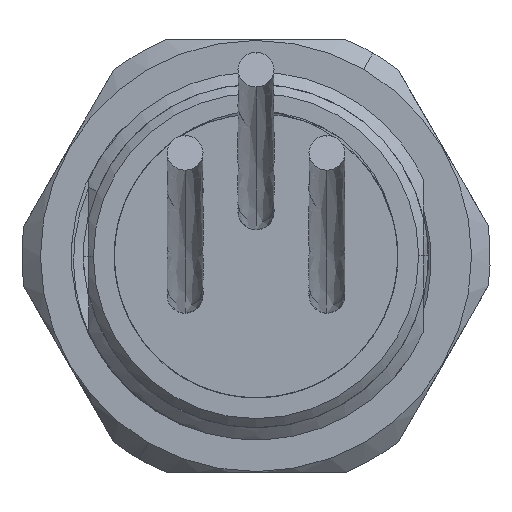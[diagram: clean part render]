
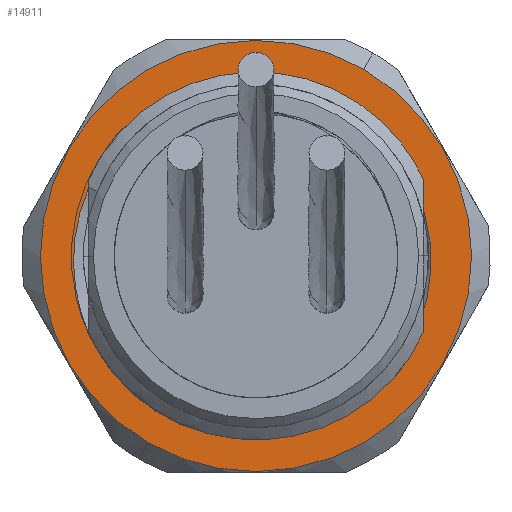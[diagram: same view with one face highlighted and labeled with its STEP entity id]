
A CAD part, front view. The second image highlights one B-rep face of the part: STEP entity #14911.
In plain terms, the highlighted planar face has unit normal (0, -1, 0).
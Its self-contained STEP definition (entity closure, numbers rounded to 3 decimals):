
#2643=DIRECTION('',(-0.002,0.,1.));
#2644=VECTOR('',#2643,0.482);
#2645=CARTESIAN_POINT('',(-9.307,-13.3,3.728));
#2646=LINE('',#2645,#2644);
#2741=CARTESIAN_POINT('',(0.,-13.3,0.));
#2742=DIRECTION('',(0.,1.,0.));
#2743=DIRECTION('',(0.498,0.,0.867));
#2744=AXIS2_PLACEMENT_3D('',#2741,#2742,#2743);
#2746=CARTESIAN_POINT('',(0.,-13.3,0.));
#2747=DIRECTION('',(0.,1.,0.));
#2748=DIRECTION('',(-0.498,0.,-0.867));
#2749=AXIS2_PLACEMENT_3D('',#2746,#2747,#2748);
#2751=CARTESIAN_POINT('',(-9.196,-13.3,-4.528));
#2752=CARTESIAN_POINT('',(-9.346,-13.3,-4.202));
#2753=CARTESIAN_POINT('',(-9.609,-13.3,-3.54));
#2754=CARTESIAN_POINT('',(-9.9,-13.3,-2.509));
#2755=CARTESIAN_POINT('',(-10.08,-13.3,-1.457));
#2756=CARTESIAN_POINT('',(-10.149,-13.3,-0.393));
#2757=CARTESIAN_POINT('',(-10.106,-13.3,0.669));
#2758=CARTESIAN_POINT('',(-9.953,-13.3,1.719));
#2759=CARTESIAN_POINT('',(-9.691,-13.3,2.746));
#2760=CARTESIAN_POINT('',(-9.446,-13.3,3.405));
#2761=CARTESIAN_POINT('',(-9.307,-13.3,3.728));
#2763=CARTESIAN_POINT('',(-4.182,-13.3,-9.358));
#2764=CARTESIAN_POINT('',(-4.492,-13.3,-9.219));
#2765=CARTESIAN_POINT('',(-5.095,-13.3,-8.913));
#2766=CARTESIAN_POINT('',(-5.951,-13.3,-8.366));
#2767=CARTESIAN_POINT('',(-6.749,-13.3,-7.737));
#2768=CARTESIAN_POINT('',(-7.48,-13.3,-7.032));
#2769=CARTESIAN_POINT('',(-8.139,-13.3,-6.259));
#2770=CARTESIAN_POINT('',(-8.717,-13.3,-5.423));
#2771=CARTESIAN_POINT('',(-9.046,-13.3,-4.833));
#2772=CARTESIAN_POINT('',(-9.196,-13.3,-4.528));
#2774=CARTESIAN_POINT('',(8.804,-13.3,3.844));
#2775=CARTESIAN_POINT('',(8.948,-13.3,3.538));
#2776=CARTESIAN_POINT('',(9.203,-13.3,2.913));
#2777=CARTESIAN_POINT('',(9.486,-13.3,1.936));
#2778=CARTESIAN_POINT('',(9.664,-13.3,0.932));
#2779=CARTESIAN_POINT('',(9.737,-13.3,-0.087));
#2780=CARTESIAN_POINT('',(9.702,-13.3,-1.11));
#2781=CARTESIAN_POINT('',(9.56,-13.3,-2.126));
#2782=CARTESIAN_POINT('',(9.312,-13.3,-3.124));
#2783=CARTESIAN_POINT('',(8.96,-13.3,-4.091));
#2784=CARTESIAN_POINT('',(8.507,-13.3,-5.02));
#2785=CARTESIAN_POINT('',(7.959,-13.3,-5.897));
#2786=CARTESIAN_POINT('',(7.321,-13.3,-6.714));
#2787=CARTESIAN_POINT('',(6.6,-13.3,-7.462));
#2788=CARTESIAN_POINT('',(5.802,-13.3,-8.132));
#2789=CARTESIAN_POINT('',(4.938,-13.3,-8.716));
#2790=CARTESIAN_POINT('',(4.015,-13.3,-9.208));
#2791=CARTESIAN_POINT('',(3.044,-13.3,-9.603));
#2792=CARTESIAN_POINT('',(2.035,-13.3,-9.894));
#2793=CARTESIAN_POINT('',(1.,-13.3,-10.08));
#2794=CARTESIAN_POINT('',(-0.051,-13.3,-10.157));
#2795=CARTESIAN_POINT('',(-1.108,-13.3,-10.125));
#2796=CARTESIAN_POINT('',(-2.157,-13.3,-9.982));
#2797=CARTESIAN_POINT('',(-3.188,-13.3,-9.732));
#2798=CARTESIAN_POINT('',(-3.854,-13.3,-9.494));
#2799=CARTESIAN_POINT('',(-4.182,-13.3,-9.358));
#4248=CARTESIAN_POINT('',(-1.111,-13.3,9.885));
#4249=CARTESIAN_POINT('',(-0.789,-13.3,9.912));
#4250=CARTESIAN_POINT('',(-0.145,-13.3,9.936));
#4251=CARTESIAN_POINT('',(0.823,-13.3,9.876));
#4252=CARTESIAN_POINT('',(1.773,-13.3,9.724));
#4253=CARTESIAN_POINT('',(2.707,-13.3,9.479));
#4254=CARTESIAN_POINT('',(3.607,-13.3,9.147));
#4255=CARTESIAN_POINT('',(4.471,-13.3,8.728));
#4256=CARTESIAN_POINT('',(5.288,-13.3,8.227));
#4257=CARTESIAN_POINT('',(6.049,-13.3,7.651));
#4258=CARTESIAN_POINT('',(6.75,-13.3,7.005));
#4259=CARTESIAN_POINT('',(7.383,-13.3,6.293));
#4260=CARTESIAN_POINT('',(7.941,-13.3,5.527));
#4261=CARTESIAN_POINT('',(8.422,-13.3,4.707));
#4262=CARTESIAN_POINT('',(8.686,-13.3,4.137));
#4263=CARTESIAN_POINT('',(8.804,-13.3,3.844));
#5405=CARTESIAN_POINT('',(-9.167,-13.3,4.507));
#5406=CARTESIAN_POINT('',(-9.009,-13.3,4.809));
#5407=CARTESIAN_POINT('',(-8.664,-13.3,5.393));
#5408=CARTESIAN_POINT('',(-8.06,-13.3,6.216));
#5409=CARTESIAN_POINT('',(-7.381,-13.3,6.97));
#5410=CARTESIAN_POINT('',(-6.629,-13.3,7.653));
#5411=CARTESIAN_POINT('',(-5.815,-13.3,8.256));
#5412=CARTESIAN_POINT('',(-4.948,-13.3,8.772));
#5413=CARTESIAN_POINT('',(-4.031,-13.3,9.2));
#5414=CARTESIAN_POINT('',(-3.084,-13.3,9.531));
#5415=CARTESIAN_POINT('',(-2.104,-13.3,9.767));
#5416=CARTESIAN_POINT('',(-1.444,-13.3,9.856));
#5417=CARTESIAN_POINT('',(-1.111,-13.3,9.885));
#5432=CARTESIAN_POINT('',(-9.307,-13.3,4.21));
#5433=CARTESIAN_POINT('',(-9.285,-13.3,4.26));
#5434=CARTESIAN_POINT('',(-9.239,-13.3,4.359));
#5435=CARTESIAN_POINT('',(-9.191,-13.3,4.458));
#5436=CARTESIAN_POINT('',(-9.167,-13.3,4.507));
#11532=CARTESIAN_POINT('',(5.965,-13.3,10.373));
#11533=CARTESIAN_POINT('',(-5.965,-13.3,-10.373));
#11534=VERTEX_POINT('',#11532);
#11535=VERTEX_POINT('',#11533);
#11548=VERTEX_POINT('',#2763);
#11549=VERTEX_POINT('',#2772);
#12261=VERTEX_POINT('',#5432);
#12262=VERTEX_POINT('',#5436);
#12263=VERTEX_POINT('',#5417);
#12273=VERTEX_POINT('',#4263);
#12303=CARTESIAN_POINT('',(-9.307,-13.3,3.728));
#12304=VERTEX_POINT('',#12303);
#14886=CARTESIAN_POINT('',(65.231,-13.3,8.078));
#14887=DIRECTION('',(0.,1.,0.));
#14888=DIRECTION('',(-0.502,0.,0.865));
#14889=AXIS2_PLACEMENT_3D('',#14886,#14887,#14888);
#14890=PLANE('',#14889);
#14892=ORIENTED_EDGE('',*,*,#14891,.T.);
#14894=ORIENTED_EDGE('',*,*,#14893,.T.);
#14895=EDGE_LOOP('',(#14892,#14894));
#14896=FACE_OUTER_BOUND('',#14895,.F.);
#14898=ORIENTED_EDGE('',*,*,#14897,.F.);
#14899=ORIENTED_EDGE('',*,*,#14782,.F.);
#14900=ORIENTED_EDGE('',*,*,#14731,.F.);
#14902=ORIENTED_EDGE('',*,*,#14901,.F.);
#14904=ORIENTED_EDGE('',*,*,#14903,.F.);
#14906=ORIENTED_EDGE('',*,*,#14905,.F.);
#14908=ORIENTED_EDGE('',*,*,#14907,.F.);
#14909=EDGE_LOOP('',(#14898,#14899,#14900,#14902,#14904,#14906,#14908));
#14910=FACE_BOUND('',#14909,.F.);
#2745=CIRCLE('',#2744,11.966);
#2750=CIRCLE('',#2749,11.966);
#2762=B_SPLINE_CURVE_WITH_KNOTS('',3,(#2751,#2752,#2753,#2754,#2755,#2756,#2757,
#2758,#2759,#2760,#2761),.UNSPECIFIED.,.F.,.F.,(4,1,1,1,1,1,1,1,4),(0.,
0.125,0.25,0.375,0.5,0.625,0.75,0.875,1.),.UNSPECIFIED.);
#2773=B_SPLINE_CURVE_WITH_KNOTS('',3,(#2763,#2764,#2765,#2766,#2767,#2768,#2769,
#2770,#2771,#2772),.UNSPECIFIED.,.F.,.F.,(4,1,1,1,1,1,1,4),(0.,
0.143,0.286,0.429,0.571,
0.714,0.857,1.),.UNSPECIFIED.);
#2800=B_SPLINE_CURVE_WITH_KNOTS('',3,(#2774,#2775,#2776,#2777,#2778,#2779,#2780,
#2781,#2782,#2783,#2784,#2785,#2786,#2787,#2788,#2789,#2790,#2791,#2792,#2793,
#2794,#2795,#2796,#2797,#2798,#2799),.UNSPECIFIED.,.F.,.F.,(4,1,1,1,1,1,1,1,1,1,
1,1,1,1,1,1,1,1,1,1,1,1,1,4),(0.,0.043,0.087,
0.13,0.174,0.217,0.261,
0.304,0.348,0.391,0.435,
0.478,0.522,0.565,0.609,
0.652,0.696,0.739,0.783,
0.826,0.87,0.913,0.957,1.),
.UNSPECIFIED.);
#4264=B_SPLINE_CURVE_WITH_KNOTS('',3,(#4248,#4249,#4250,#4251,#4252,#4253,#4254,
#4255,#4256,#4257,#4258,#4259,#4260,#4261,#4262,#4263),.UNSPECIFIED.,.F.,.F.,(4,
1,1,1,1,1,1,1,1,1,1,1,1,4),(0.,0.077,0.154,
0.231,0.308,0.385,0.462,
0.538,0.615,0.692,0.769,
0.846,0.923,1.),.UNSPECIFIED.);
#5418=B_SPLINE_CURVE_WITH_KNOTS('',3,(#5405,#5406,#5407,#5408,#5409,#5410,#5411,
#5412,#5413,#5414,#5415,#5416,#5417),.UNSPECIFIED.,.F.,.F.,(4,1,1,1,1,1,1,1,1,1,
4),(0.,0.1,0.2,0.3,0.4,0.5,0.6,0.7,0.8,0.9,1.),
.UNSPECIFIED.);
#5437=B_SPLINE_CURVE_WITH_KNOTS('',3,(#5432,#5433,#5434,#5435,#5436),
.UNSPECIFIED.,.F.,.F.,(4,1,4),(0.,0.5,1.),.UNSPECIFIED.);
#14731=EDGE_CURVE('',#11549,#12304,#2762,.T.);
#14782=EDGE_CURVE('',#12304,#12261,#2646,.T.);
#14891=EDGE_CURVE('',#11534,#11535,#2745,.T.);
#14893=EDGE_CURVE('',#11535,#11534,#2750,.T.);
#14897=EDGE_CURVE('',#12261,#12262,#5437,.T.);
#14901=EDGE_CURVE('',#11548,#11549,#2773,.T.);
#14903=EDGE_CURVE('',#12273,#11548,#2800,.T.);
#14905=EDGE_CURVE('',#12263,#12273,#4264,.T.);
#14907=EDGE_CURVE('',#12262,#12263,#5418,.T.);
#14911=ADVANCED_FACE('',(#14896,#14910),#14890,.F.);
